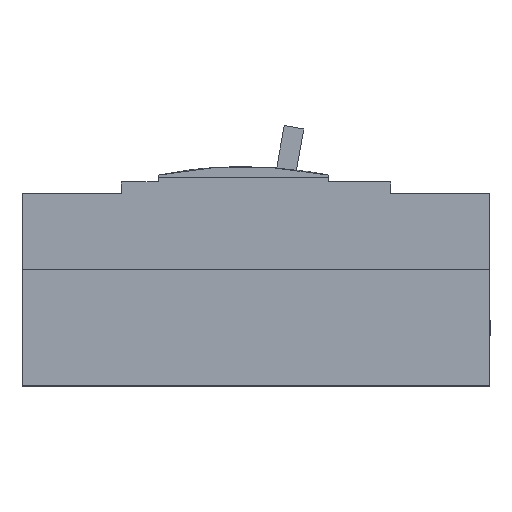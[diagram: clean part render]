
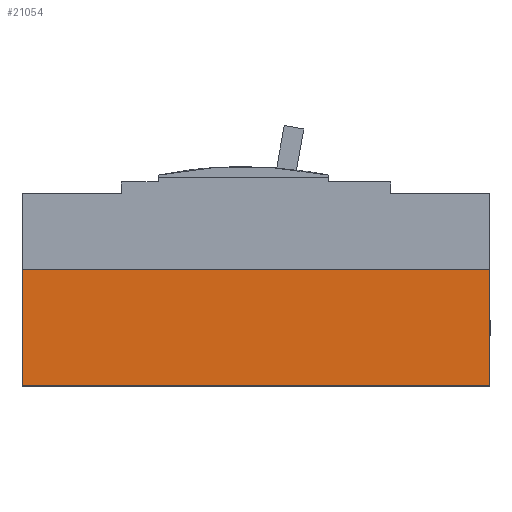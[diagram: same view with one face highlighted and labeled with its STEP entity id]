
A CAD part, top view. The second image highlights one B-rep face of the part: STEP entity #21054.
In plain terms, the highlighted planar face has unit normal (0, 0, 1).
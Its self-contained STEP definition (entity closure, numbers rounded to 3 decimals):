
#192 = CARTESIAN_POINT ( 'NONE',  ( -82.5, -41., 53. ) ) ;
#832 = DIRECTION ( 'NONE',  ( -1., 0., 0. ) ) ;
#842 = EDGE_CURVE ( 'NONE', #11592, #19986, #17120, .T. ) ;
#1236 = VECTOR ( 'NONE', #6833, 1000. ) ;
#1464 = VECTOR ( 'NONE', #7728, 1000. ) ;
#3362 = CARTESIAN_POINT ( 'NONE',  ( 82.5, -41., 53. ) ) ;
#3892 = VERTEX_POINT ( 'NONE', #15342 ) ;
#4637 = CARTESIAN_POINT ( 'NONE',  ( 82.5, -41., 53. ) ) ;
#4764 = LINE ( 'NONE', #12299, #22372 ) ;
#4769 = VERTEX_POINT ( 'NONE', #3362 ) ;
#5202 = VECTOR ( 'NONE', #14040, 1000. ) ;
#5627 = DIRECTION ( 'NONE',  ( -1., 0., 0. ) ) ;
#6175 = CARTESIAN_POINT ( 'NONE',  ( -82.5, -41., 53. ) ) ;
#6367 = EDGE_CURVE ( 'NONE', #4769, #11592, #23389, .T. ) ;
#6833 = DIRECTION ( 'NONE',  ( 0., 1., 0. ) ) ;
#7639 = AXIS2_PLACEMENT_3D ( 'NONE', #9868, #19494, #832 ) ;
#7728 = DIRECTION ( 'NONE',  ( 0., 1., 0. ) ) ;
#9868 = CARTESIAN_POINT ( 'NONE',  ( 82.5, -41., 53. ) ) ;
#10216 = EDGE_LOOP ( 'NONE', ( #14615, #21598, #13083, #17512 ) ) ;
#10238 = EDGE_CURVE ( 'NONE', #3892, #19986, #4764, .T. ) ;
#10549 = LINE ( 'NONE', #23723, #1236 ) ;
#11592 = VERTEX_POINT ( 'NONE', #6175 ) ;
#12299 = CARTESIAN_POINT ( 'NONE',  ( 82.5, 0., 53. ) ) ;
#13083 = ORIENTED_EDGE ( 'NONE', *, *, #6367, .F. ) ;
#14040 = DIRECTION ( 'NONE',  ( -1., 0., 0. ) ) ;
#14615 = ORIENTED_EDGE ( 'NONE', *, *, #10238, .T. ) ;
#15342 = CARTESIAN_POINT ( 'NONE',  ( 82.5, 0., 53. ) ) ;
#17120 = LINE ( 'NONE', #192, #1464 ) ;
#17512 = ORIENTED_EDGE ( 'NONE', *, *, #19677, .T. ) ;
#19494 = DIRECTION ( 'NONE',  ( 0., 0., -1. ) ) ;
#19677 = EDGE_CURVE ( 'NONE', #4769, #3892, #10549, .T. ) ;
#19986 = VERTEX_POINT ( 'NONE', #22984 ) ;
#21054 = ADVANCED_FACE ( 'NONE', ( #22701 ), #23525, .F. ) ;
#21598 = ORIENTED_EDGE ( 'NONE', *, *, #842, .F. ) ;
#22372 = VECTOR ( 'NONE', #5627, 1000. ) ;
#22701 = FACE_OUTER_BOUND ( 'NONE', #10216, .T. ) ;
#22984 = CARTESIAN_POINT ( 'NONE',  ( -82.5, 0., 53. ) ) ;
#23389 = LINE ( 'NONE', #4637, #5202 ) ;
#23525 = PLANE ( 'NONE',  #7639 ) ;
#23723 = CARTESIAN_POINT ( 'NONE',  ( 82.5, -41., 53. ) ) ;
